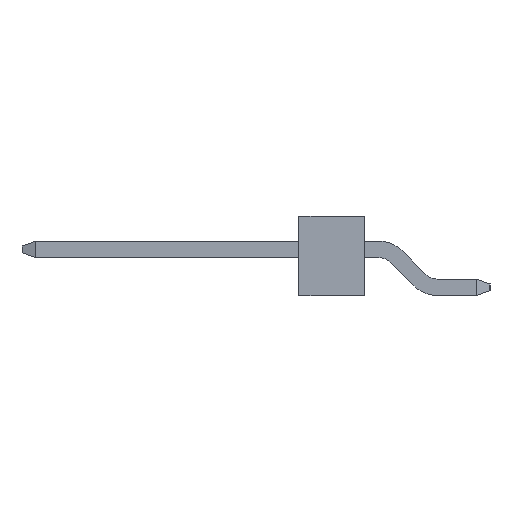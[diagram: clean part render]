
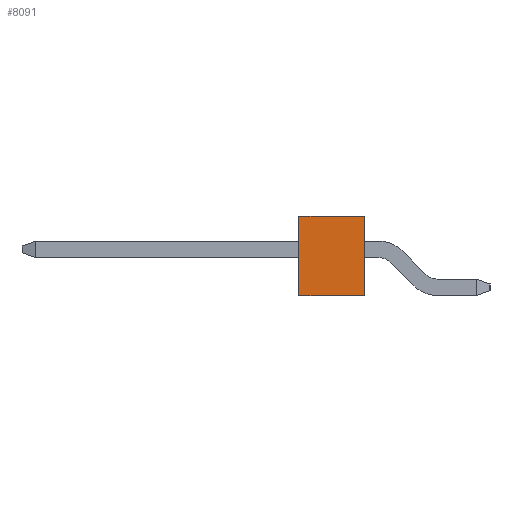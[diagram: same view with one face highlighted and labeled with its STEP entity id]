
A CAD part, left-side view. The second image highlights one B-rep face of the part: STEP entity #8091.
In plain terms, the highlighted face is planar.
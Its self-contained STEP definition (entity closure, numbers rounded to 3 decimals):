
#1594 = VERTEX_POINT('',#1595);
#1595 = CARTESIAN_POINT('',(31.75,-1.524,-1.27));
#1601 = EDGE_CURVE('',#1602,#1594,#1604,.T.);
#1602 = VERTEX_POINT('',#1603);
#1603 = CARTESIAN_POINT('',(31.75,-1.524,1.27));
#1604 = LINE('',#1605,#1606);
#1605 = CARTESIAN_POINT('',(31.75,-1.524,1.27));
#1606 = VECTOR('',#1607,1.);
#1607 = DIRECTION('',(0.,0.,-1.));
#2691 = EDGE_CURVE('',#1602,#2692,#2694,.T.);
#2692 = VERTEX_POINT('',#2693);
#2693 = CARTESIAN_POINT('',(31.75,1.524,1.27));
#2694 = LINE('',#2695,#2696);
#2695 = CARTESIAN_POINT('',(31.75,-1.524,1.27));
#2696 = VECTOR('',#2697,1.);
#2697 = DIRECTION('',(0.,1.,0.));
#5812 = VERTEX_POINT('',#5813);
#5813 = CARTESIAN_POINT('',(31.75,1.524,-1.27));
#5819 = EDGE_CURVE('',#1594,#5812,#5820,.T.);
#5820 = LINE('',#5821,#5822);
#5821 = CARTESIAN_POINT('',(31.75,-1.524,-1.27));
#5822 = VECTOR('',#5823,1.);
#5823 = DIRECTION('',(0.,1.,0.));
#6368 = EDGE_CURVE('',#2692,#5812,#6369,.T.);
#6369 = LINE('',#6370,#6371);
#6370 = CARTESIAN_POINT('',(31.75,1.524,1.27));
#6371 = VECTOR('',#6372,1.);
#6372 = DIRECTION('',(0.,0.,-1.));
#8091 = ADVANCED_FACE('',(#8092),#8098,.F.);
#8092 = FACE_BOUND('',#8093,.T.);
#8093 = EDGE_LOOP('',(#8094,#8095,#8096,#8097));
#8094 = ORIENTED_EDGE('',*,*,#5819,.T.);
#8095 = ORIENTED_EDGE('',*,*,#6368,.F.);
#8096 = ORIENTED_EDGE('',*,*,#2691,.F.);
#8097 = ORIENTED_EDGE('',*,*,#1601,.T.);
#8098 = PLANE('',#8099);
#8099 = AXIS2_PLACEMENT_3D('',#8100,#8101,#8102);
#8100 = CARTESIAN_POINT('',(31.75,-1.524,1.27));
#8101 = DIRECTION('',(-1.,0.,0.));
#8102 = DIRECTION('',(0.,0.,1.));
